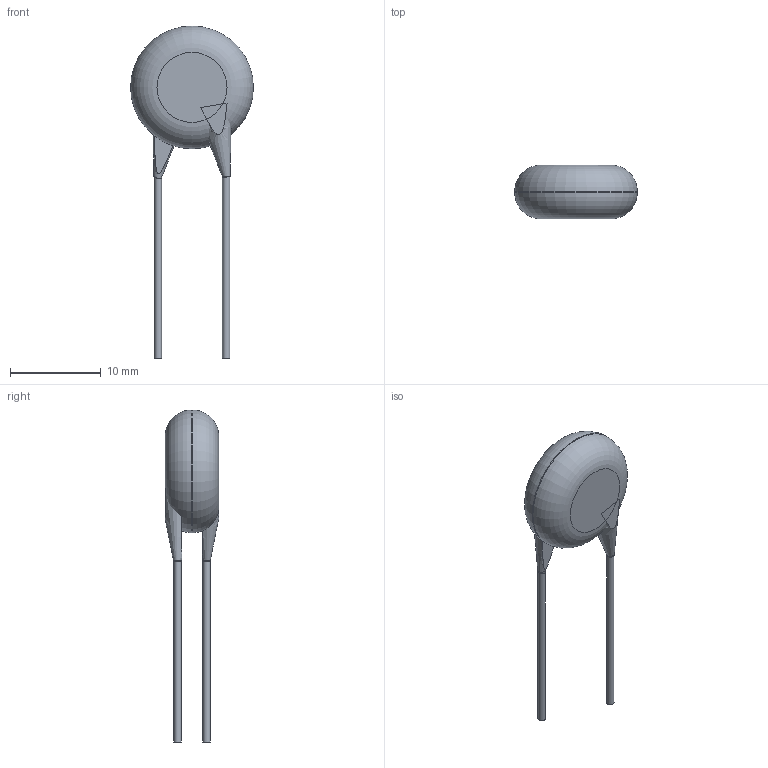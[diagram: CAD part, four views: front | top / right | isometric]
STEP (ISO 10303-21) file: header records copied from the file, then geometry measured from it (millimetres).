
FILE_DESCRIPTION(('FreeCAD Model'),'2;1');
FILE_NAME('Varistor.step', '2020-06-02T12:24:25',('Author'),(''), 'Open CASCADE STEP processor 7.3','FreeCAD','Unknown');
FILE_SCHEMA(('AUTOMOTIVE_DESIGN { 1 0 10303 214 1 1 1 1 }'));
Length unit declared in the file: millimetre
Products named in the file (5): Fillet; Cylinder001; Cut003; Cylinder002; Cut005
Bounding box: 13.5 x 5.9 x 36.5 mm (x, y, z)
Volume: 782.1 mm3; surface area: 651.6 mm2
Topology: 5 solids, 5 shells, 21 faces, 31 edges, 20 vertices
Faces by surface type: plane 14, cylinder 3, torus 2, cone 2
Full cylindrical faces by diameter (mm): 0.8 x2, 13.5 x1
Entity records: 1108 total; most frequent: CARTESIAN_POINT 241, DIRECTION 139, ORIENTED_EDGE 62, PCURVE 62, DEFINITIONAL_REPRESENTATION 62, AXIS2_PLACEMENT_3D 44, LINE 37, VECTOR 37
